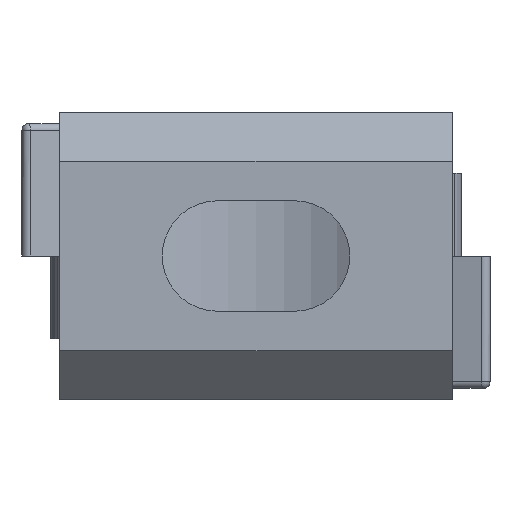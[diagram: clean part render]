
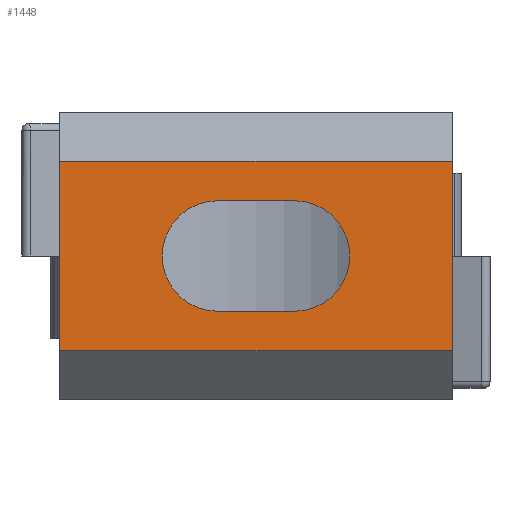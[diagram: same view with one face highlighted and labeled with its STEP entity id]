
A CAD part, front view. The second image highlights one B-rep face of the part: STEP entity #1448.
In plain terms, the highlighted planar face has unit normal (0, -1, 0).
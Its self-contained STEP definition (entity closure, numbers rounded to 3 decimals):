
#54 = ORIENTED_EDGE ( 'NONE', *, *, #890, .F. ) ;
#176 = VECTOR ( 'NONE', #1170, 1000. ) ;
#241 = PLANE ( 'NONE',  #3238 ) ;
#244 = DIRECTION ( 'NONE',  ( 0., 1., 0. ) ) ;
#310 = VERTEX_POINT ( 'NONE', #3288 ) ;
#459 = DIRECTION ( 'NONE',  ( 0., 0., 1. ) ) ;
#510 = CARTESIAN_POINT ( 'NONE',  ( 1.75, 0., 0. ) ) ;
#710 = VECTOR ( 'NONE', #2881, 1000. ) ;
#786 = ORIENTED_EDGE ( 'NONE', *, *, #1843, .T. ) ;
#810 = VECTOR ( 'NONE', #2940, 1000. ) ;
#823 = VERTEX_POINT ( 'NONE', #2690 ) ;
#829 = EDGE_CURVE ( 'NONE', #2973, #2867, #2746, .T. ) ;
#870 = CARTESIAN_POINT ( 'NONE',  ( 8.9, 0., -4.3 ) ) ;
#890 = EDGE_CURVE ( 'NONE', #3791, #823, #3417, .T. ) ;
#981 = CARTESIAN_POINT ( 'NONE',  ( 1.75, 0., -2.5 ) ) ;
#1064 = CARTESIAN_POINT ( 'NONE',  ( -8.9, 0., -6.5 ) ) ;
#1106 = LINE ( 'NONE', #3508, #176 ) ;
#1157 = VECTOR ( 'NONE', #1703, 1000. ) ;
#1170 = DIRECTION ( 'NONE',  ( -1., 0., 0. ) ) ;
#1259 = EDGE_CURVE ( 'NONE', #3726, #2973, #1717, .T. ) ;
#1300 = ORIENTED_EDGE ( 'NONE', *, *, #1259, .T. ) ;
#1448 = ADVANCED_FACE ( 'NONE', ( #1760, #2526 ), #241, .T. ) ;
#1496 = CARTESIAN_POINT ( 'NONE',  ( 1.75, 0., 2.5 ) ) ;
#1626 = EDGE_CURVE ( 'NONE', #2890, #310, #2821, .T. ) ;
#1629 = DIRECTION ( 'NONE',  ( 0., -1., 0. ) ) ;
#1632 = CIRCLE ( 'NONE', #3025, 2.5 ) ;
#1633 = DIRECTION ( 'NONE',  ( 0., 1., 0. ) ) ;
#1674 = EDGE_LOOP ( 'NONE', ( #2711, #3568, #786, #54 ) ) ;
#1703 = DIRECTION ( 'NONE',  ( 0., 0., 1. ) ) ;
#1717 = CIRCLE ( 'NONE', #1757, 2.5 ) ;
#1737 = LINE ( 'NONE', #1936, #810 ) ;
#1757 = AXIS2_PLACEMENT_3D ( 'NONE', #510, #1633, #459 ) ;
#1759 = VECTOR ( 'NONE', #2009, 1000. ) ;
#1760 = FACE_OUTER_BOUND ( 'NONE', #1674, .T. ) ;
#1843 = EDGE_CURVE ( 'NONE', #310, #823, #1106, .T. ) ;
#1850 = CARTESIAN_POINT ( 'NONE',  ( -8.9, 0., -4.3 ) ) ;
#1859 = VECTOR ( 'NONE', #3796, 1000. ) ;
#1936 = CARTESIAN_POINT ( 'NONE',  ( -1.75, 0., 2.5 ) ) ;
#2009 = DIRECTION ( 'NONE',  ( 0., 0., 1. ) ) ;
#2076 = EDGE_LOOP ( 'NONE', ( #1300, #2749, #3565, #2638 ) ) ;
#2275 = CARTESIAN_POINT ( 'NONE',  ( -1.75, 0., 0. ) ) ;
#2348 = CARTESIAN_POINT ( 'NONE',  ( -1.75, 0., -2.5 ) ) ;
#2368 = CARTESIAN_POINT ( 'NONE',  ( -1.75, 0., 2.5 ) ) ;
#2498 = LINE ( 'NONE', #870, #710 ) ;
#2526 = FACE_BOUND ( 'NONE', #2076, .T. ) ;
#2618 = DIRECTION ( 'NONE',  ( 0., 0., 1. ) ) ;
#2638 = ORIENTED_EDGE ( 'NONE', *, *, #3914, .T. ) ;
#2690 = CARTESIAN_POINT ( 'NONE',  ( -8.9, 0., 4.3 ) ) ;
#2711 = ORIENTED_EDGE ( 'NONE', *, *, #2714, .F. ) ;
#2714 = EDGE_CURVE ( 'NONE', #2890, #3791, #2498, .T. ) ;
#2746 = LINE ( 'NONE', #2348, #1859 ) ;
#2749 = ORIENTED_EDGE ( 'NONE', *, *, #829, .T. ) ;
#2821 = LINE ( 'NONE', #4369, #1157 ) ;
#2867 = VERTEX_POINT ( 'NONE', #3955 ) ;
#2881 = DIRECTION ( 'NONE',  ( -1., 0., 0. ) ) ;
#2890 = VERTEX_POINT ( 'NONE', #2959 ) ;
#2940 = DIRECTION ( 'NONE',  ( 1., 0., 0. ) ) ;
#2959 = CARTESIAN_POINT ( 'NONE',  ( 8.9, 0., -4.3 ) ) ;
#2973 = VERTEX_POINT ( 'NONE', #981 ) ;
#3025 = AXIS2_PLACEMENT_3D ( 'NONE', #2275, #244, #2618 ) ;
#3080 = VERTEX_POINT ( 'NONE', #2368 ) ;
#3238 = AXIS2_PLACEMENT_3D ( 'NONE', #3284, #1629, #3961 ) ;
#3284 = CARTESIAN_POINT ( 'NONE',  ( -8.9, 0., -6.5 ) ) ;
#3288 = CARTESIAN_POINT ( 'NONE',  ( 8.9, 0., 4.3 ) ) ;
#3417 = LINE ( 'NONE', #1064, #1759 ) ;
#3508 = CARTESIAN_POINT ( 'NONE',  ( 8.9, 0., 4.3 ) ) ;
#3565 = ORIENTED_EDGE ( 'NONE', *, *, #3944, .T. ) ;
#3568 = ORIENTED_EDGE ( 'NONE', *, *, #1626, .T. ) ;
#3726 = VERTEX_POINT ( 'NONE', #1496 ) ;
#3791 = VERTEX_POINT ( 'NONE', #1850 ) ;
#3796 = DIRECTION ( 'NONE',  ( -1., 0., 0. ) ) ;
#3914 = EDGE_CURVE ( 'NONE', #3080, #3726, #1737, .T. ) ;
#3944 = EDGE_CURVE ( 'NONE', #2867, #3080, #1632, .T. ) ;
#3955 = CARTESIAN_POINT ( 'NONE',  ( -1.75, 0., -2.5 ) ) ;
#3961 = DIRECTION ( 'NONE',  ( 0., 0., -1. ) ) ;
#4369 = CARTESIAN_POINT ( 'NONE',  ( 8.9, 0., -6.5 ) ) ;
